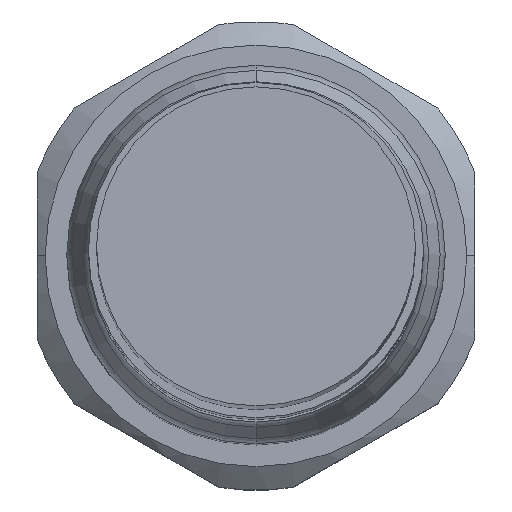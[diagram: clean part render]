
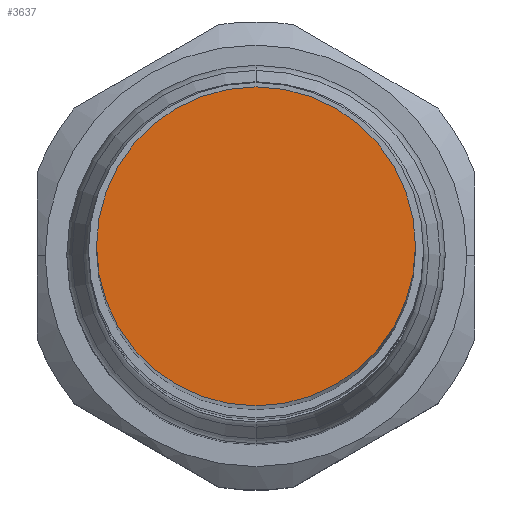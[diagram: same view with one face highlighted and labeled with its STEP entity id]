
A CAD part, top view. The second image highlights one B-rep face of the part: STEP entity #3637.
In plain terms, the highlighted planar face has unit normal (0, 0, 1).
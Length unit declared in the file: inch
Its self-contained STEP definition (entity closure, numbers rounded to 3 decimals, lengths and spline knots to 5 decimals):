
#139 = ORIENTED_EDGE ( 'NONE', *, *, #3077, .T. ) ;
#162 = CARTESIAN_POINT ( 'NONE',  ( 0., 0., 5. ) ) ;
#272 = PLANE ( 'NONE',  #2538 ) ;
#439 = CIRCLE ( 'NONE', #3183, 0.295 ) ;
#470 = DIRECTION ( 'NONE',  ( 1., 0., 0. ) ) ;
#511 = VERTEX_POINT ( 'NONE', #2434 ) ;
#780 = DIRECTION ( 'NONE',  ( 1., 0., 0. ) ) ;
#991 = CARTESIAN_POINT ( 'NONE',  ( 0., 0., 5. ) ) ;
#1050 = DIRECTION ( 'NONE',  ( 0., 0., 1. ) ) ;
#1364 = ORIENTED_EDGE ( 'NONE', *, *, #2628, .T. ) ;
#1962 = VERTEX_POINT ( 'NONE', #3225 ) ;
#2009 = DIRECTION ( 'NONE',  ( 0., 0., 1. ) ) ;
#2085 = AXIS2_PLACEMENT_3D ( 'NONE', #3891, #2009, #780 ) ;
#2434 = CARTESIAN_POINT ( 'NONE',  ( 0.295, 0., 5. ) ) ;
#2538 = AXIS2_PLACEMENT_3D ( 'NONE', #162, #2939, #3857 ) ;
#2609 = EDGE_LOOP ( 'NONE', ( #1364, #139 ) ) ;
#2628 = EDGE_CURVE ( 'NONE', #1962, #511, #3633, .T. ) ;
#2939 = DIRECTION ( 'NONE',  ( 0., 0., 1. ) ) ;
#3077 = EDGE_CURVE ( 'NONE', #511, #1962, #439, .T. ) ;
#3183 = AXIS2_PLACEMENT_3D ( 'NONE', #991, #1050, #470 ) ;
#3225 = CARTESIAN_POINT ( 'NONE',  ( -0.295, 0., 5. ) ) ;
#3633 = CIRCLE ( 'NONE', #2085, 0.295 ) ;
#3637 = ADVANCED_FACE ( 'NONE', ( #3874 ), #272, .T. ) ;
#3857 = DIRECTION ( 'NONE',  ( 1., 0., 0. ) ) ;
#3874 = FACE_OUTER_BOUND ( 'NONE', #2609, .T. ) ;
#3891 = CARTESIAN_POINT ( 'NONE',  ( 0., 0., 5. ) ) ;
